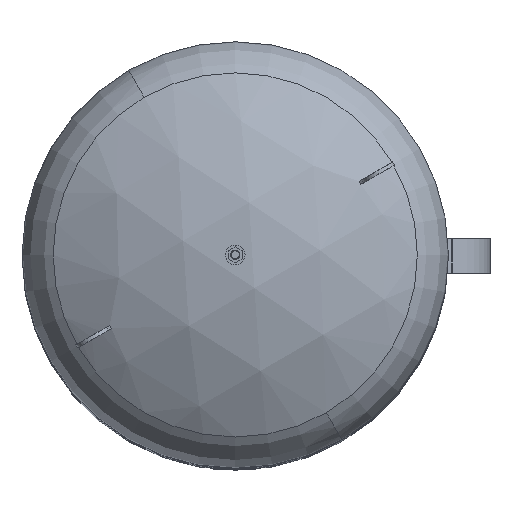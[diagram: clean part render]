
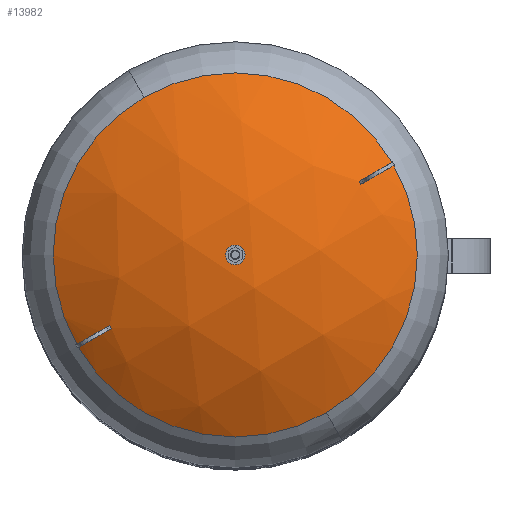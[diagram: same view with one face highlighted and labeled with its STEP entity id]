
A CAD part, top view. The second image highlights one B-rep face of the part: STEP entity #13982.
In plain terms, the highlighted spherical face has radius 594 mm.
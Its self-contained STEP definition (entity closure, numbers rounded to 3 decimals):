
#13351=CARTESIAN_POINT('',(157.966,-273.604,2484.014));
#13352=VERTEX_POINT('',#13351);
#13368=CARTESIAN_POINT('',(-157.966,273.604,2484.014));
#13369=VERTEX_POINT('',#13368);
#13377=CARTESIAN_POINT('',(273.604,157.966,2484.014));
#13378=VERTEX_POINT('',#13377);
#13379=CARTESIAN_POINT('',(0.,0.,2484.014));
#13380=DIRECTION('',(0.,0.,-1.0));
#13381=DIRECTION('',(0.866,0.5,0.));
#13382=AXIS2_PLACEMENT_3D('',#13379,#13380,#13381);
#13383=CIRCLE('',#13382,315.931);
#13384=EDGE_CURVE('',#13369,#13378,#13383,.T.);
#13386=CARTESIAN_POINT('',(0.,0.,2484.014));
#13387=DIRECTION('',(0.,0.,-1.0));
#13388=DIRECTION('',(0.866,0.5,0.));
#13389=AXIS2_PLACEMENT_3D('',#13386,#13387,#13388);
#13390=CIRCLE('',#13389,315.931);
#13391=EDGE_CURVE('',#13378,#13352,#13390,.T.);
#13527=CARTESIAN_POINT('',(215.033,127.613,2519.806));
#13528=VERTEX_POINT('',#13527);
#13529=CARTESIAN_POINT('',(264.377,156.102,2489.501));
#13530=VERTEX_POINT('',#13529);
#13531=CARTESIAN_POINT('',(-1.5,2.598,1981.0));
#13532=DIRECTION('',(-0.5,0.866,0.0));
#13533=DIRECTION('',(0.0,0.0,1.0));
#13534=AXIS2_PLACEMENT_3D('',#13531,#13532,#13533);
#13535=CIRCLE('',#13534,593.992);
#13536=EDGE_CURVE('',#13528,#13530,#13535,.T.);
#13579=CARTESIAN_POINT('',(218.033,122.417,2519.806));
#13580=VERTEX_POINT('',#13579);
#13581=CARTESIAN_POINT('',(81.042,46.79,1955.075));
#13582=DIRECTION('',(-0.835,-0.482,0.267));
#13583=DIRECTION('',(-0.231,-0.133,-0.964));
#13584=AXIS2_PLACEMENT_3D('',#13581,#13582,#13583);
#13585=CIRCLE('',#13584,586.009);
#13586=EDGE_CURVE('',#13580,#13528,#13585,.T.);
#13650=CARTESIAN_POINT('',(267.377,150.906,2489.501));
#13651=VERTEX_POINT('',#13650);
#13652=CARTESIAN_POINT('',(133.621,77.146,1938.255));
#13653=DIRECTION('',(0.835,0.482,-0.267));
#13654=DIRECTION('',(0.231,0.133,0.964));
#13655=AXIS2_PLACEMENT_3D('',#13652,#13653,#13654);
#13656=CIRCLE('',#13655,572.016);
#13657=EDGE_CURVE('',#13530,#13651,#13656,.T.);
#13721=CARTESIAN_POINT('',(1.5,-2.598,1981.0));
#13722=DIRECTION('',(0.5,-0.866,0.0));
#13723=DIRECTION('',(0.0,0.0,-1.0));
#13724=AXIS2_PLACEMENT_3D('',#13721,#13722,#13723);
#13725=CIRCLE('',#13724,593.992);
#13726=EDGE_CURVE('',#13651,#13580,#13725,.T.);
#13743=CARTESIAN_POINT('',(-215.033,-127.613,2519.806));
#13744=VERTEX_POINT('',#13743);
#13745=CARTESIAN_POINT('',(-264.377,-156.102,2489.501));
#13746=VERTEX_POINT('',#13745);
#13747=CARTESIAN_POINT('',(1.5,-2.598,1981.0));
#13748=DIRECTION('',(0.5,-0.866,0.0));
#13749=DIRECTION('',(0.0,0.0,-1.0));
#13750=AXIS2_PLACEMENT_3D('',#13747,#13748,#13749);
#13751=CIRCLE('',#13750,593.992);
#13752=EDGE_CURVE('',#13744,#13746,#13751,.T.);
#13795=CARTESIAN_POINT('',(-218.033,-122.417,2519.806));
#13796=VERTEX_POINT('',#13795);
#13797=CARTESIAN_POINT('',(-81.042,-46.79,1955.075));
#13798=DIRECTION('',(0.835,0.482,0.267));
#13799=DIRECTION('',(-0.231,-0.133,0.964));
#13800=AXIS2_PLACEMENT_3D('',#13797,#13798,#13799);
#13801=CIRCLE('',#13800,586.009);
#13802=EDGE_CURVE('',#13796,#13744,#13801,.T.);
#13866=CARTESIAN_POINT('',(-267.377,-150.906,2489.501));
#13867=VERTEX_POINT('',#13866);
#13868=CARTESIAN_POINT('',(-133.621,-77.146,1938.255));
#13869=DIRECTION('',(-0.835,-0.482,-0.267));
#13870=DIRECTION('',(0.231,0.133,-0.964));
#13871=AXIS2_PLACEMENT_3D('',#13868,#13869,#13870);
#13872=CIRCLE('',#13871,572.016);
#13873=EDGE_CURVE('',#13746,#13867,#13872,.T.);
#13937=CARTESIAN_POINT('',(-1.5,2.598,1981.0));
#13938=DIRECTION('',(-0.5,0.866,0.0));
#13939=DIRECTION('',(0.0,0.0,1.0));
#13940=AXIS2_PLACEMENT_3D('',#13937,#13938,#13939);
#13941=CIRCLE('',#13940,593.992);
#13942=EDGE_CURVE('',#13867,#13796,#13941,.T.);
#13954=CARTESIAN_POINT('',(0.,0.,1981.0));
#13955=DIRECTION('',(0.5,-0.866,0.));
#13956=DIRECTION('',(-0.866,-0.5,0.));
#13957=AXIS2_PLACEMENT_3D('',#13954,#13955,#13956);
#13958=SPHERICAL_SURFACE('',#13957,594.0);
#13959=ORIENTED_EDGE('',*,*,#13586,.T.);
#13960=ORIENTED_EDGE('',*,*,#13536,.T.);
#13961=ORIENTED_EDGE('',*,*,#13657,.T.);
#13962=ORIENTED_EDGE('',*,*,#13726,.T.);
#13963=EDGE_LOOP('',(#13959,#13960,#13961,#13962));
#13964=FACE_OUTER_BOUND('',#13963,.T.);
#13965=ORIENTED_EDGE('',*,*,#13802,.T.);
#13966=ORIENTED_EDGE('',*,*,#13752,.T.);
#13967=ORIENTED_EDGE('',*,*,#13873,.T.);
#13968=ORIENTED_EDGE('',*,*,#13942,.T.);
#13969=EDGE_LOOP('',(#13965,#13966,#13967,#13968));
#13970=FACE_BOUND('',#13969,.T.);
#13971=ORIENTED_EDGE('',*,*,#13391,.F.);
#13972=ORIENTED_EDGE('',*,*,#13384,.F.);
#13973=CARTESIAN_POINT('',(0.,0.,2484.014));
#13974=DIRECTION('',(0.,0.,-1.0));
#13975=DIRECTION('',(0.866,0.5,0.));
#13976=AXIS2_PLACEMENT_3D('',#13973,#13974,#13975);
#13977=CIRCLE('',#13976,315.931);
#13978=EDGE_CURVE('',#13352,#13369,#13977,.T.);
#13979=ORIENTED_EDGE('',*,*,#13978,.F.);
#13980=EDGE_LOOP('',(#13971,#13972,#13979));
#13981=FACE_BOUND('',#13980,.T.);
#13982=ADVANCED_FACE('',(#13964,#13970,#13981),#13958,.T.);
